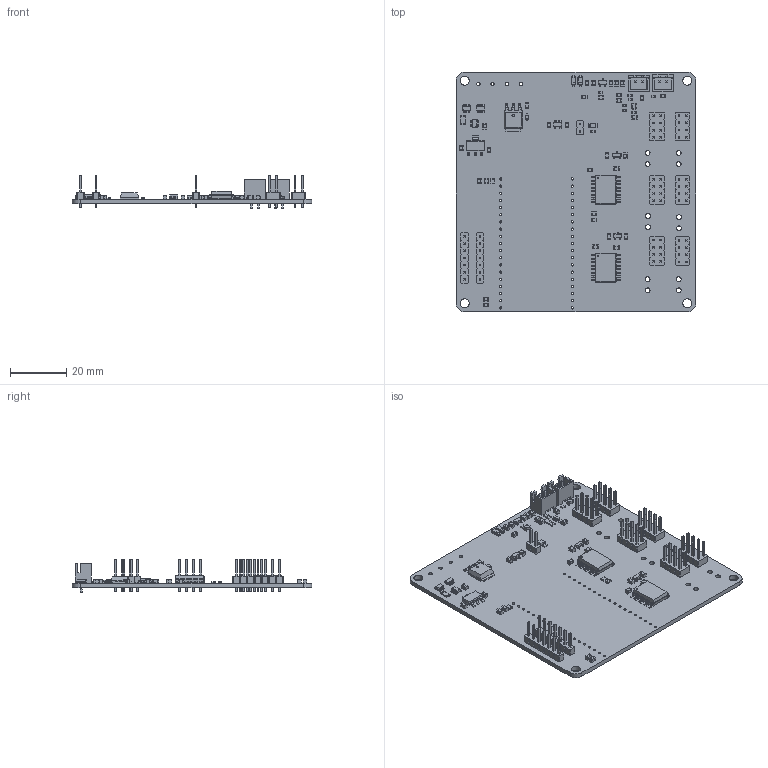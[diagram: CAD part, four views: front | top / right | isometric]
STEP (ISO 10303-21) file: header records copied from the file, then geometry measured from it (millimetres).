
FILE_DESCRIPTION(('KiCad electronic assembly'),'2;1');
FILE_NAME('hv_pulse_controller.step','2025-01-22T10:37:18',('Pcbnew'),( 'Kicad'),'Open CASCADE STEP processor 7.6','KiCad to STEP converter' ,'Unknown');
FILE_SCHEMA(('AUTOMOTIVE_DESIGN { 1 0 10303 214 1 1 1 1 }'));
Length unit declared in the file: millimetre
Products named in the file (42): hv_pulse_controller 1; SOT-23-3; R_0603_1608Metric; C_0805_2012Metric; PinHeader_2x04_P2.54mm_Vertical; PinHeader_2x04_P254mm_Vertical; D_SOD-323F; D_SOD_323F; LED_1206_3216Metric; PinHeader_1x02_P2.54mm_Vertical; PinHeader_1x02_P254mm_Vertical; SuperSOT-6; SuperSOT_6; D_SOD-123; D_SOD_123; R_0805_2012Metric; SOIC-16W_7.5x10.3mm_P1.27mm; SOIC_16W_75x103mm_P127mm; PinHeader_1x07_P2.54mm_Vertical; PinHeader_1x07_P254mm_Vertical; SOT-353_SC-70-5; SOT_353_SC_70_5; R_1206_3216Metric; SOT-23-8; SOT_23_8; TSOP-6_1.65x3.05mm_P0.95mm; TSOP_6_165x305mm_P095mm; TO-252-3_TabPin2; CQ assembly; SOT-23-5; SOT_23_5; JST_XH_B2B-XH-A_1x02_P2.50mm_Vertical; JST_B2B_XH_A; SOT-223; SOT_223; _autosave-hv_pulse_controller_PCB
Assembly tree (90 placements, depth 3):
  hv_pulse_controller 1
    SOT-23-3  x3
      SOT-23-3
    R_0603_1608Metric  x8
      R_0603_1608Metric
    C_0805_2012Metric  x29
      C_0805_2012Metric
    PinHeader_2x04_P2.54mm_Vertical  x6
      PinHeader_2x04_P254mm_Vertical
    D_SOD-323F
      D_SOD_323F
    LED_1206_3216Metric
      LED_1206_3216Metric
    PinHeader_1x02_P2.54mm_Vertical
      PinHeader_1x02_P254mm_Vertical
    SuperSOT-6
      SuperSOT_6
    D_SOD-123  x2
      D_SOD_123
    R_0805_2012Metric  x4
      R_0805_2012Metric
    SOIC-16W_7.5x10.3mm_P1.27mm  x2
      SOIC_16W_75x103mm_P127mm
    PinHeader_1x07_P2.54mm_Vertical  x2
      PinHeader_1x07_P254mm_Vertical
    SOT-353_SC-70-5
      SOT_353_SC_70_5
    R_1206_3216Metric
      R_1206_3216Metric
    SOT-23-8
      SOT_23_8
    TSOP-6_1.65x3.05mm_P0.95mm
      TSOP_6_165x305mm_P095mm
    TO-252-3_TabPin2
      CQ assembly
    SOT-23-5
      SOT_23_5
    JST_XH_B2B-XH-A_1x02_P2.50mm_Vertical  x2
      JST_B2B_XH_A
    SOT-223
      SOT_223
    _autosave-hv_pulse_controller_PCB
Bounding box: 85 x 85 x 11.94 mm (x, y, z)
Volume: 13571.8 mm3; surface area: 20741.7 mm2
Topology: 74 solids, 74 shells, 4654 faces, 11693 edges, 7393 vertices
Faces by surface type: plane 3363, cylinder 935, bspline 356
Full cylindrical faces by diameter (mm): 0.1 x1, 0.25 x1, 0.6 x2, 0.8 x38, 1 x69, 1.2 x4, 1.7 x12, 3.2 x4
Entity records: 73238 total; most frequent: CARTESIAN_POINT 11505, ORIENTED_EDGE 10246, DIRECTION 9378, EDGE_CURVE 5123, LINE 3998, VECTOR 3998, VERTEX_POINT 3213, AXIS2_PLACEMENT_3D 2690
